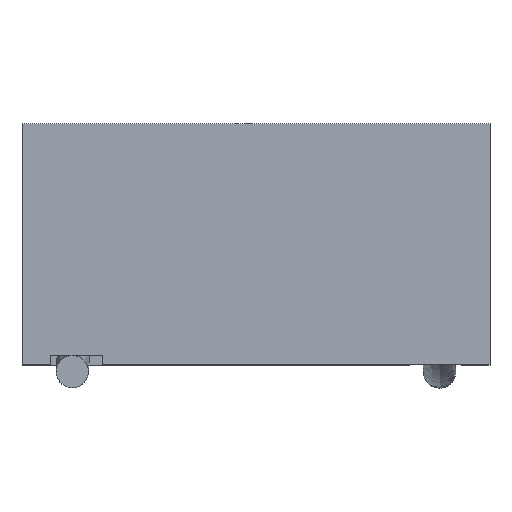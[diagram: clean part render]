
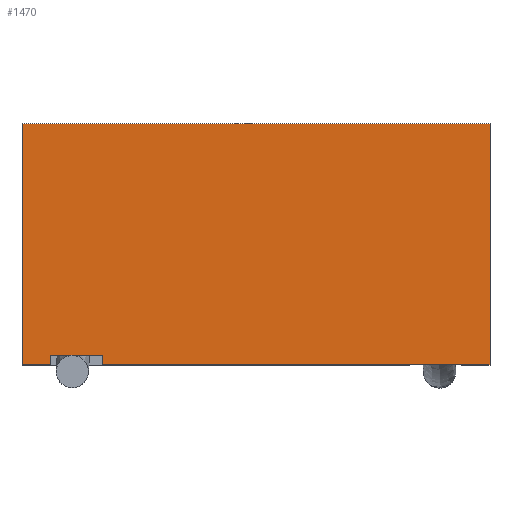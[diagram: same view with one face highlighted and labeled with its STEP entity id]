
A CAD part, top view. The second image highlights one B-rep face of the part: STEP entity #1470.
In plain terms, the highlighted planar face has unit normal (0, 0, 1).
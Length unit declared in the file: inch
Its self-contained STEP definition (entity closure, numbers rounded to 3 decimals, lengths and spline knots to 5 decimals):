
#111 = AXIS2_PLACEMENT_3D ( 'NONE', #1728, #1729, #1727 ) ;
#1470 = ADVANCED_FACE ( 'NONE', ( #6406 ), #1725, .F. ) ;
#1499 = EDGE_CURVE ( 'NONE', #1625, #1622, #5148, .T. ) ;
#1500 = EDGE_CURVE ( 'NONE', #1629, #1613, #5150, .T. ) ;
#1501 = EDGE_CURVE ( 'NONE', #1624, #1613, #5151, .T. ) ;
#1613 = VERTEX_POINT ( 'NONE', #3446 ) ;
#1620 = VERTEX_POINT ( 'NONE', #3453 ) ;
#1621 = VERTEX_POINT ( 'NONE', #3454 ) ;
#1622 = VERTEX_POINT ( 'NONE', #3455 ) ;
#1623 = VERTEX_POINT ( 'NONE', #3456 ) ;
#1624 = VERTEX_POINT ( 'NONE', #3457 ) ;
#1625 = VERTEX_POINT ( 'NONE', #3458 ) ;
#1629 = VERTEX_POINT ( 'NONE', #3462 ) ;
#1704 = ORIENTED_EDGE ( 'NONE', *, *, #6855, .T. ) ;
#1705 = ORIENTED_EDGE ( 'NONE', *, *, #6854, .T. ) ;
#1725 = PLANE ( 'NONE',  #111 ) ;
#1727 = DIRECTION ( 'NONE',  ( -1., 0., 0. ) ) ;
#1728 = CARTESIAN_POINT ( 'NONE',  ( 0.353, 0.0196, 0.113 ) ) ;
#1729 = DIRECTION ( 'NONE',  ( 0., 0., -1. ) ) ;
#1766 = ORIENTED_EDGE ( 'NONE', *, *, #1500, .T. ) ;
#1768 = ORIENTED_EDGE ( 'NONE', *, *, #1501, .F. ) ;
#3262 = CARTESIAN_POINT ( 'NONE',  ( 0.353, 0.1166, 0.113 ) ) ;
#3263 = DIRECTION ( 'NONE',  ( 0., -1., 0. ) ) ;
#3264 = CARTESIAN_POINT ( 'NONE',  ( -0.047, 0.1166, 0.113 ) ) ;
#3265 = DIRECTION ( 'NONE',  ( 0., -1., 0. ) ) ;
#3266 = CARTESIAN_POINT ( 'NONE',  ( 0.353, 0.0196, 0.113 ) ) ;
#3267 = DIRECTION ( 'NONE',  ( -1., 0., 0. ) ) ;
#3446 = CARTESIAN_POINT ( 'NONE',  ( -0.047, 0.0196, 0.113 ) ) ;
#3453 = CARTESIAN_POINT ( 'NONE',  ( 0.022, 0.0196, 0.113 ) ) ;
#3454 = CARTESIAN_POINT ( 'NONE',  ( -0.023, 0.0276, 0.113 ) ) ;
#3455 = CARTESIAN_POINT ( 'NONE',  ( 0.353, 0.0196, 0.113 ) ) ;
#3456 = CARTESIAN_POINT ( 'NONE',  ( 0.022, 0.0276, 0.113 ) ) ;
#3457 = CARTESIAN_POINT ( 'NONE',  ( -0.023, 0.0196, 0.113 ) ) ;
#3458 = CARTESIAN_POINT ( 'NONE',  ( 0.353, 0.2256, 0.113 ) ) ;
#3462 = CARTESIAN_POINT ( 'NONE',  ( -0.047, 0.2256, 0.113 ) ) ;
#3702 = VECTOR ( 'NONE', #3901, 39.37008 ) ;
#3703 = VECTOR ( 'NONE', #3903, 39.37008 ) ;
#3704 = VECTOR ( 'NONE', #3905, 39.37008 ) ;
#3705 = VECTOR ( 'NONE', #3907, 39.37008 ) ;
#3709 = VECTOR ( 'NONE', #3913, 39.37008 ) ;
#3900 = CARTESIAN_POINT ( 'NONE',  ( 0.353, 0.0196, 0.113 ) ) ;
#3901 = DIRECTION ( 'NONE',  ( 1., 0., 0. ) ) ;
#3902 = CARTESIAN_POINT ( 'NONE',  ( 0.022, 0.0196, 0.113 ) ) ;
#3903 = DIRECTION ( 'NONE',  ( 0., -1., 0. ) ) ;
#3904 = CARTESIAN_POINT ( 'NONE',  ( -0.023, 0.0196, 0.113 ) ) ;
#3905 = DIRECTION ( 'NONE',  ( 0., 1., 0. ) ) ;
#3906 = CARTESIAN_POINT ( 'NONE',  ( -0.023, 0.0276, 0.113 ) ) ;
#3907 = DIRECTION ( 'NONE',  ( 1., 0., 0. ) ) ;
#3912 = CARTESIAN_POINT ( 'NONE',  ( 0.353, 0.2256, 0.113 ) ) ;
#3913 = DIRECTION ( 'NONE',  ( 1., 0., 0. ) ) ;
#5148 = LINE ( 'NONE', #3262, #5236 ) ;
#5150 = LINE ( 'NONE', #3264, #5237 ) ;
#5151 = LINE ( 'NONE', #3266, #5238 ) ;
#5211 = LINE ( 'NONE', #3900, #3702 ) ;
#5212 = LINE ( 'NONE', #3902, #3703 ) ;
#5213 = LINE ( 'NONE', #3904, #3704 ) ;
#5214 = LINE ( 'NONE', #3906, #3705 ) ;
#5217 = LINE ( 'NONE', #3912, #3709 ) ;
#5236 = VECTOR ( 'NONE', #3263, 39.37008 ) ;
#5237 = VECTOR ( 'NONE', #3265, 39.37008 ) ;
#5238 = VECTOR ( 'NONE', #3267, 39.37008 ) ;
#6253 = ORIENTED_EDGE ( 'NONE', *, *, #6856, .T. ) ;
#6254 = ORIENTED_EDGE ( 'NONE', *, *, #6853, .T. ) ;
#6255 = ORIENTED_EDGE ( 'NONE', *, *, #1499, .F. ) ;
#6256 = ORIENTED_EDGE ( 'NONE', *, *, #6859, .F. ) ;
#6362 = EDGE_LOOP ( 'NONE', ( #1704, #6253, #1705, #6254, #6255, #6256, #1766, #1768 ) ) ;
#6406 = FACE_OUTER_BOUND ( 'NONE', #6362, .T. ) ;
#6853 = EDGE_CURVE ( 'NONE', #1620, #1622, #5211, .T. ) ;
#6854 = EDGE_CURVE ( 'NONE', #1623, #1620, #5212, .T. ) ;
#6855 = EDGE_CURVE ( 'NONE', #1624, #1621, #5213, .T. ) ;
#6856 = EDGE_CURVE ( 'NONE', #1621, #1623, #5214, .T. ) ;
#6859 = EDGE_CURVE ( 'NONE', #1629, #1625, #5217, .T. ) ;
